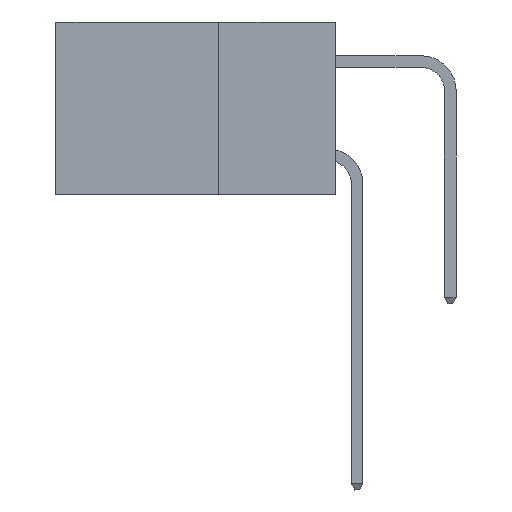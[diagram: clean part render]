
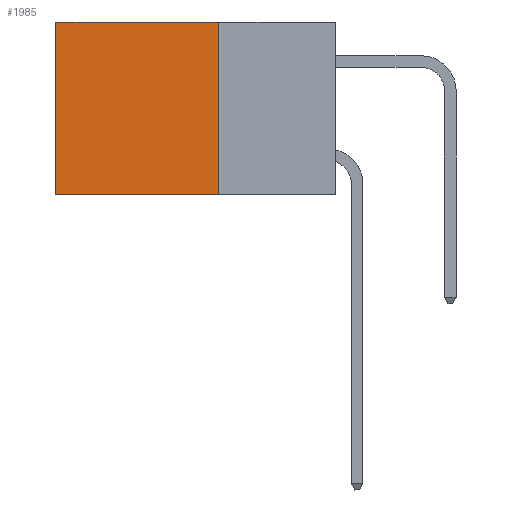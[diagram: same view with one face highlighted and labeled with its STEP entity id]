
A CAD part, left-side view. The second image highlights one B-rep face of the part: STEP entity #1985.
In plain terms, the highlighted planar face has unit normal (-1, 0, 0).
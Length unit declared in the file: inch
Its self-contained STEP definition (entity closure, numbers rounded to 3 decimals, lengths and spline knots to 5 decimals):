
#514 = PLANE ( 'NONE',  #13500 ) ;
#871 = LINE ( 'NONE', #4595, #5592 ) ;
#1745 = DIRECTION ( 'NONE',  ( 1., 0., 0. ) ) ;
#1812 = DIRECTION ( 'NONE',  ( 0., 0., -1. ) ) ;
#1985 = ADVANCED_FACE ( 'NONE', ( #9126 ), #514, .F. ) ;
#2123 = CARTESIAN_POINT ( 'NONE',  ( 0.2875, 0.25, 0. ) ) ;
#2655 = VERTEX_POINT ( 'NONE', #9087 ) ;
#3432 = ORIENTED_EDGE ( 'NONE', *, *, #3520, .T. ) ;
#3520 = EDGE_CURVE ( 'NONE', #8664, #10785, #15676, .T. ) ;
#4248 = DIRECTION ( 'NONE',  ( 0., 0., -1. ) ) ;
#4595 = CARTESIAN_POINT ( 'NONE',  ( 0.2875, 0.25, 0. ) ) ;
#4713 = LINE ( 'NONE', #16688, #5519 ) ;
#5103 = ORIENTED_EDGE ( 'NONE', *, *, #16982, .F. ) ;
#5457 = ORIENTED_EDGE ( 'NONE', *, *, #14370, .F. ) ;
#5519 = VECTOR ( 'NONE', #13129, 39.37008 ) ;
#5592 = VECTOR ( 'NONE', #12865, 39.37008 ) ;
#6800 = VECTOR ( 'NONE', #13898, 39.37008 ) ;
#6971 = EDGE_LOOP ( 'NONE', ( #9544, #5103, #5457, #3432 ) ) ;
#6991 = CARTESIAN_POINT ( 'NONE',  ( 0.2875, 0.6, 0. ) ) ;
#8361 = CARTESIAN_POINT ( 'NONE',  ( 0.2875, 0.25, 0. ) ) ;
#8664 = VERTEX_POINT ( 'NONE', #16338 ) ;
#8946 = CARTESIAN_POINT ( 'NONE',  ( 0.2875, 0.6, 0. ) ) ;
#9087 = CARTESIAN_POINT ( 'NONE',  ( 0.2875, 0.6, -0.37 ) ) ;
#9126 = FACE_OUTER_BOUND ( 'NONE', #6971, .T. ) ;
#9544 = ORIENTED_EDGE ( 'NONE', *, *, #11998, .T. ) ;
#10785 = VERTEX_POINT ( 'NONE', #8946 ) ;
#11755 = VECTOR ( 'NONE', #1812, 39.37008 ) ;
#11998 = EDGE_CURVE ( 'NONE', #10785, #2655, #15267, .T. ) ;
#12865 = DIRECTION ( 'NONE',  ( 0., 0., -1. ) ) ;
#13129 = DIRECTION ( 'NONE',  ( 0., 1., 0. ) ) ;
#13500 = AXIS2_PLACEMENT_3D ( 'NONE', #8361, #1745, #4248 ) ;
#13898 = DIRECTION ( 'NONE',  ( 0., 1., 0. ) ) ;
#14370 = EDGE_CURVE ( 'NONE', #8664, #14893, #871, .T. ) ;
#14490 = CARTESIAN_POINT ( 'NONE',  ( 0.2875, 0.25, -0.37 ) ) ;
#14893 = VERTEX_POINT ( 'NONE', #14490 ) ;
#15267 = LINE ( 'NONE', #6991, #11755 ) ;
#15676 = LINE ( 'NONE', #2123, #6800 ) ;
#16338 = CARTESIAN_POINT ( 'NONE',  ( 0.2875, 0.25, 0. ) ) ;
#16688 = CARTESIAN_POINT ( 'NONE',  ( 0.2875, 0.25, -0.37 ) ) ;
#16982 = EDGE_CURVE ( 'NONE', #14893, #2655, #4713, .T. ) ;
